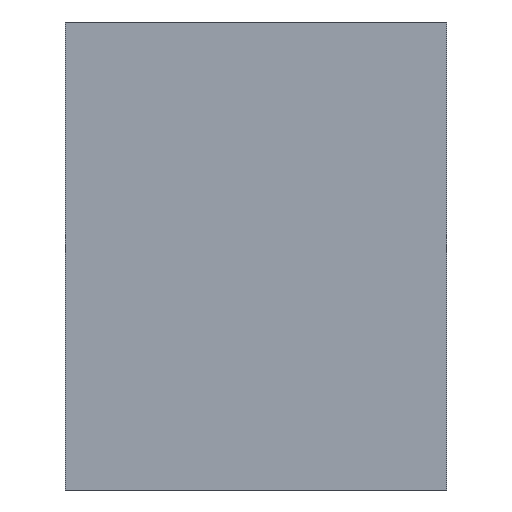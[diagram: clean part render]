
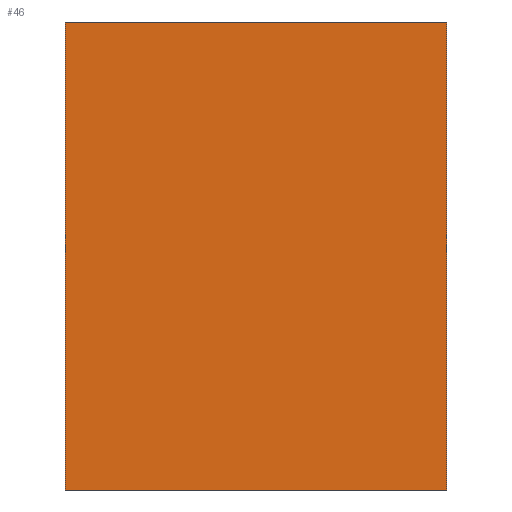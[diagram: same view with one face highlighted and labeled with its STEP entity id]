
A CAD part, left-side view. The second image highlights one B-rep face of the part: STEP entity #46.
In plain terms, the highlighted planar face has unit normal (-1, 0, 0).
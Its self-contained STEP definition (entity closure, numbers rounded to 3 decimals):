
#46 = ADVANCED_FACE( '', ( #95 ), #96, .F. );
#95 = FACE_OUTER_BOUND( '', #144, .T. );
#96 = PLANE( '', #145 );
#144 = EDGE_LOOP( '', ( #211, #212, #213, #214 ) );
#145 = AXIS2_PLACEMENT_3D( '', #215, #216, #217 );
#211 = ORIENTED_EDGE( '', *, *, #262, .T. );
#212 = ORIENTED_EDGE( '', *, *, #251, .F. );
#213 = ORIENTED_EDGE( '', *, *, #266, .F. );
#214 = ORIENTED_EDGE( '', *, *, #244, .T. );
#215 = CARTESIAN_POINT( '', ( -298., 31., 76. ) );
#216 = DIRECTION( '', ( 1., 0., 0. ) );
#217 = DIRECTION( '', ( 0., 0., -1. ) );
#244 = EDGE_CURVE( '', #276, #274, #277, .T. );
#251 = EDGE_CURVE( '', #287, #282, #289, .T. );
#262 = EDGE_CURVE( '', #274, #282, #306, .T. );
#266 = EDGE_CURVE( '', #276, #287, #310, .T. );
#274 = VERTEX_POINT( '', #320 );
#276 = VERTEX_POINT( '', #323 );
#277 = LINE( '', #324, #325 );
#282 = VERTEX_POINT( '', #332 );
#287 = VERTEX_POINT( '', #339 );
#289 = LINE( '', #342, #343 );
#306 = LINE( '', #361, #362 );
#310 = LINE( '', #367, #368 );
#320 = CARTESIAN_POINT( '', ( -298., 31., 0. ) );
#323 = CARTESIAN_POINT( '', ( -298., 31., 76. ) );
#324 = CARTESIAN_POINT( '', ( -298., 31., 76. ) );
#325 = VECTOR( '', #377, 1000. );
#332 = CARTESIAN_POINT( '', ( -298., -31., 0. ) );
#339 = CARTESIAN_POINT( '', ( -298., -31., 76. ) );
#342 = CARTESIAN_POINT( '', ( -298., -31., 76. ) );
#343 = VECTOR( '', #383, 1000. );
#361 = CARTESIAN_POINT( '', ( -298., 31., 0. ) );
#362 = VECTOR( '', #403, 1000. );
#367 = CARTESIAN_POINT( '', ( -298., 31., 76. ) );
#368 = VECTOR( '', #405, 1000. );
#377 = DIRECTION( '', ( 0., 0., -1. ) );
#383 = DIRECTION( '', ( 0., 0., -1. ) );
#403 = DIRECTION( '', ( 0., -1., 0. ) );
#405 = DIRECTION( '', ( 0., -1., 0. ) );
